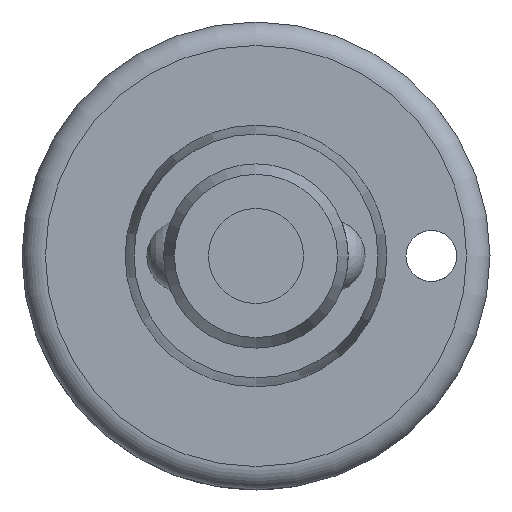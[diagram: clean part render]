
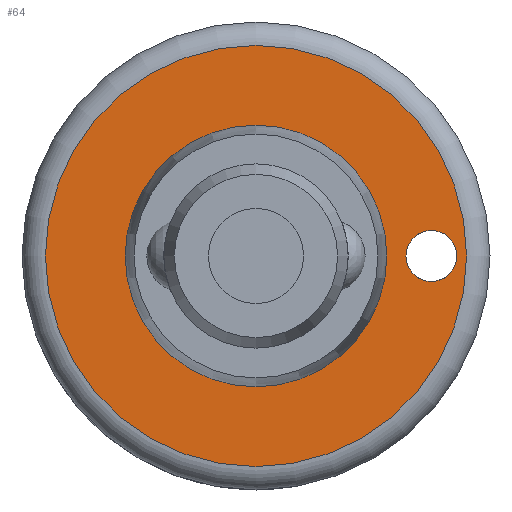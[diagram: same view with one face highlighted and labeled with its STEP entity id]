
A CAD part, front view. The second image highlights one B-rep face of the part: STEP entity #64.
In plain terms, the highlighted planar face has unit normal (0, -1, 0).
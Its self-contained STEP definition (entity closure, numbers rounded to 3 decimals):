
#64 = ADVANCED_FACE( '', ( #141, #142, #143 ), #144, .F. );
#141 = FACE_OUTER_BOUND( '', #229, .T. );
#142 = FACE_BOUND( '', #230, .T. );
#143 = FACE_BOUND( '', #231, .T. );
#144 = PLANE( '', #232 );
#229 = EDGE_LOOP( '', ( #332 ) );
#230 = EDGE_LOOP( '', ( #333 ) );
#231 = EDGE_LOOP( '', ( #334 ) );
#232 = AXIS2_PLACEMENT_3D( '', #335, #336, #337 );
#332 = ORIENTED_EDGE( '', *, *, #421, .F. );
#333 = ORIENTED_EDGE( '', *, *, #397, .T. );
#334 = ORIENTED_EDGE( '', *, *, #417, .T. );
#335 = CARTESIAN_POINT( '', ( -7.1, 17.58, 0. ) );
#336 = DIRECTION( '', ( 0., 1., 0. ) );
#337 = DIRECTION( '', ( 0., 0., 1. ) );
#397 = EDGE_CURVE( '', #442, #442, #443, .T. );
#417 = EDGE_CURVE( '', #472, #472, #473, .T. );
#421 = EDGE_CURVE( '', #478, #478, #479, .T. );
#442 = VERTEX_POINT( '', #528 );
#443 = CIRCLE( '', #529, 1.38 );
#472 = VERTEX_POINT( '', #611 );
#473 = CIRCLE( '', #612, 7.1 );
#478 = VERTEX_POINT( '', #617 );
#479 = CIRCLE( '', #618, 11.43 );
#528 = CARTESIAN_POINT( '', ( 9.52, 17.58, 1.38 ) );
#529 = AXIS2_PLACEMENT_3D( '', #693, #694, #695 );
#611 = CARTESIAN_POINT( '', ( 0., 17.58, 7.1 ) );
#612 = AXIS2_PLACEMENT_3D( '', #723, #724, #725 );
#617 = CARTESIAN_POINT( '', ( 0., 17.58, 11.43 ) );
#618 = AXIS2_PLACEMENT_3D( '', #729, #730, #731 );
#693 = CARTESIAN_POINT( '', ( 9.52, 17.58, 0. ) );
#694 = DIRECTION( '', ( 0., 1., 0. ) );
#695 = DIRECTION( '', ( 0., 0., 1. ) );
#723 = CARTESIAN_POINT( '', ( 0., 17.58, 0. ) );
#724 = DIRECTION( '', ( 0., 1., 0. ) );
#725 = DIRECTION( '', ( 0., 0., 1. ) );
#729 = CARTESIAN_POINT( '', ( 0., 17.58, 0. ) );
#730 = DIRECTION( '', ( 0., 1., 0. ) );
#731 = DIRECTION( '', ( 0., 0., 1. ) );
